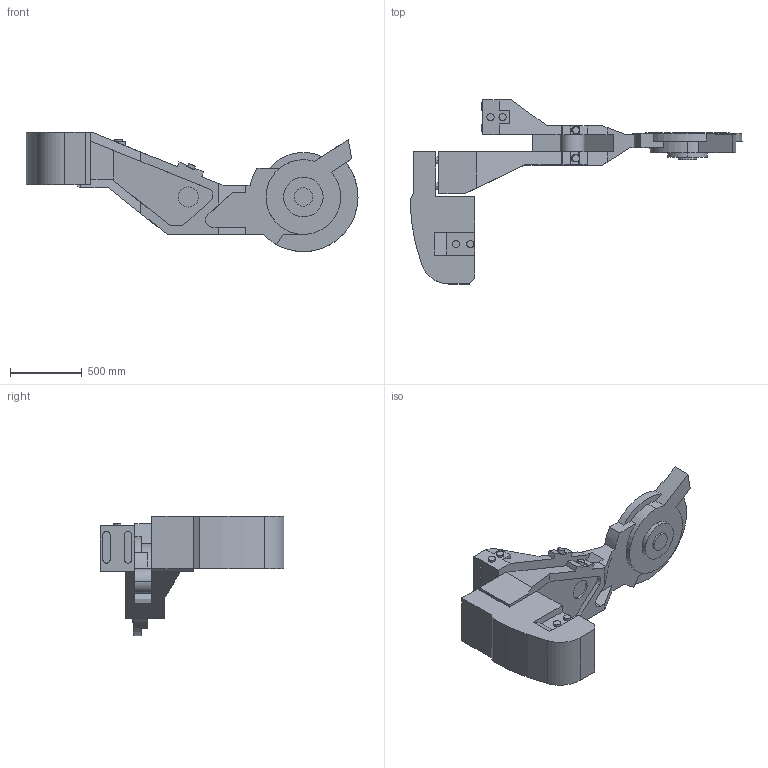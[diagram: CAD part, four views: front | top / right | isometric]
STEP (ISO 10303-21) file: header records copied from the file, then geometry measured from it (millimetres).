
FILE_DESCRIPTION (( 'STEP AP203' ), '1' );
FILE_NAME ('T303_C_Predeterminado_sldprt.STEP', '2021-03-03T16:29:21', ( '' ), ( '' ), 'SwSTEP 2.0', 'SolidWorks 2020', '' );
FILE_SCHEMA (( 'CONFIG_CONTROL_DESIGN' ));
Length unit declared in the file: millimetre
Products named in the file (1): T303_C_Predeterminado_sldprt
Bounding box: 2309.8 x 1280 x 829.99 mm (x, y, z)
Volume: 268904953.6 mm3; surface area: 5761649.9 mm2
Topology: 1 solids, 1 shells, 160 faces, 423 edges, 281 vertices
Faces by surface type: plane 112, cylinder 48
Entity records: 5031 total; most frequent: CARTESIAN_POINT 865, DIRECTION 848, ORIENTED_EDGE 846, EDGE_CURVE 423, VECTOR 320, LINE 320, VERTEX_POINT 281, AXIS2_PLACEMENT_3D 264
